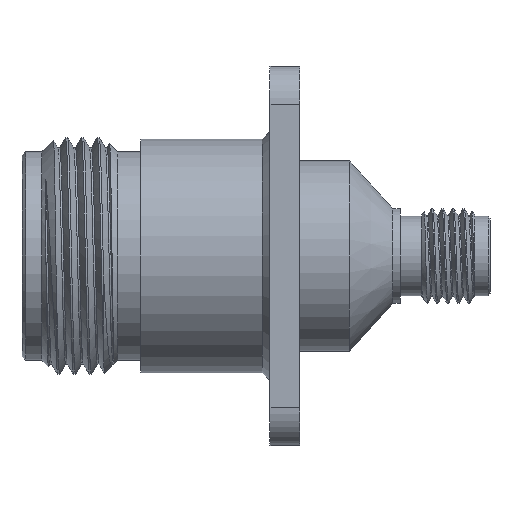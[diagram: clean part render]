
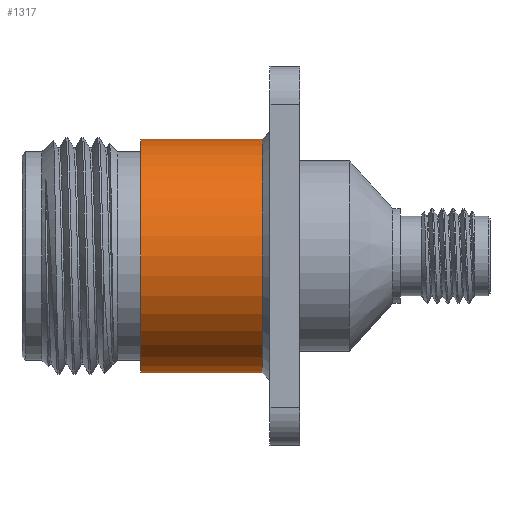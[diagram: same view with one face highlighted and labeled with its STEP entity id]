
A CAD part, front view. The second image highlights one B-rep face of the part: STEP entity #1317.
In plain terms, the highlighted cylindrical face has radius 7.819 mm (diameter 15.638 mm), a partial arc.
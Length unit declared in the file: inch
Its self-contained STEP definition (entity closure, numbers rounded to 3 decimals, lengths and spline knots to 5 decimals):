
#170 = CARTESIAN_POINT ( 'NONE',  ( 1.23425, 0., 0. ) ) ;
#402 = CARTESIAN_POINT ( 'NONE',  ( 1.23425, 0., 0.30784 ) ) ;
#447 = CARTESIAN_POINT ( 'NONE',  ( 0.31378, 0., -0.30784 ) ) ;
#650 = DIRECTION ( 'NONE',  ( 0., 0., 1. ) ) ;
#693 = DIRECTION ( 'NONE',  ( -1., 0., 0. ) ) ;
#768 = EDGE_LOOP ( 'NONE', ( #3164, #1298, #3625, #2052 ) ) ;
#819 = CARTESIAN_POINT ( 'NONE',  ( 0.31378, 0., 0.30784 ) ) ;
#952 = VECTOR ( 'NONE', #3530, 39.37008 ) ;
#1102 = CARTESIAN_POINT ( 'NONE',  ( 1.23425, 0., -0.30784 ) ) ;
#1298 = ORIENTED_EDGE ( 'NONE', *, *, #5650, .T. ) ;
#1317 = ADVANCED_FACE ( 'NONE', ( #1961 ), #6195, .T. ) ;
#1604 = CARTESIAN_POINT ( 'NONE',  ( 0.634, 0., -0.30784 ) ) ;
#1656 = EDGE_CURVE ( 'NONE', #5597, #2525, #4044, .T. ) ;
#1849 = AXIS2_PLACEMENT_3D ( 'NONE', #5245, #2951, #3762 ) ;
#1961 = FACE_OUTER_BOUND ( 'NONE', #768, .T. ) ;
#2052 = ORIENTED_EDGE ( 'NONE', *, *, #6218, .F. ) ;
#2431 = EDGE_CURVE ( 'NONE', #2744, #5386, #4335, .T. ) ;
#2479 = AXIS2_PLACEMENT_3D ( 'NONE', #170, #693, #650 ) ;
#2525 = VERTEX_POINT ( 'NONE', #447 ) ;
#2553 = DIRECTION ( 'NONE',  ( -1., 0., 0. ) ) ;
#2575 = DIRECTION ( 'NONE',  ( 0., 0., -1. ) ) ;
#2610 = AXIS2_PLACEMENT_3D ( 'NONE', #4519, #2553, #2575 ) ;
#2744 = VERTEX_POINT ( 'NONE', #4111 ) ;
#2951 = DIRECTION ( 'NONE',  ( -1., 0., 0. ) ) ;
#3164 = ORIENTED_EDGE ( 'NONE', *, *, #1656, .F. ) ;
#3530 = DIRECTION ( 'NONE',  ( -1., 0., 0. ) ) ;
#3625 = ORIENTED_EDGE ( 'NONE', *, *, #2431, .T. ) ;
#3762 = DIRECTION ( 'NONE',  ( 0., 0., 1. ) ) ;
#3764 = DIRECTION ( 'NONE',  ( -1., 0., 0. ) ) ;
#4044 = LINE ( 'NONE', #1102, #952 ) ;
#4111 = CARTESIAN_POINT ( 'NONE',  ( 0.634, 0., 0.30784 ) ) ;
#4335 = LINE ( 'NONE', #402, #5504 ) ;
#4519 = CARTESIAN_POINT ( 'NONE',  ( 0.634, 0., 0. ) ) ;
#4782 = CIRCLE ( 'NONE', #1849, 0.30784 ) ;
#5245 = CARTESIAN_POINT ( 'NONE',  ( 0.31378, 0., 0. ) ) ;
#5313 = CIRCLE ( 'NONE', #2610, 0.30784 ) ;
#5386 = VERTEX_POINT ( 'NONE', #819 ) ;
#5504 = VECTOR ( 'NONE', #3764, 39.37008 ) ;
#5597 = VERTEX_POINT ( 'NONE', #1604 ) ;
#5650 = EDGE_CURVE ( 'NONE', #5597, #2744, #5313, .T. ) ;
#6195 = CYLINDRICAL_SURFACE ( 'NONE', #2479, 0.30784 ) ;
#6218 = EDGE_CURVE ( 'NONE', #2525, #5386, #4782, .T. ) ;
